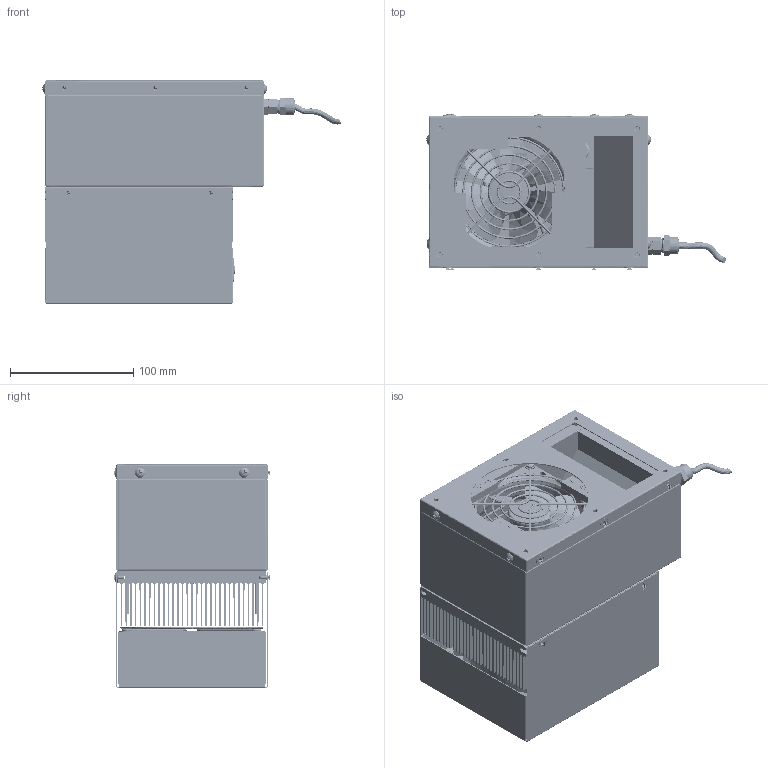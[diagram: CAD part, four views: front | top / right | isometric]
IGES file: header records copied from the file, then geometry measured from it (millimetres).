
Start section: SolidWorks IGES file using analytic representation for surfaces
Global section: file name: FHP-250.IGS; native system: SolidWorks 2018; preprocessor: SolidWorks 2018; author: Afshin; date: 180411.144540; units: inch
Bounding box: 242.65 x 126.88 x 180.87 mm (x, y, z)
Surface area: 1076040.7 mm2 (no closed solid volume)
Topology: 0 solids, 0 shells, 6815 faces, 70928 edges, 70888 vertices
Faces by surface type: bspline 4835, revolution 1980
